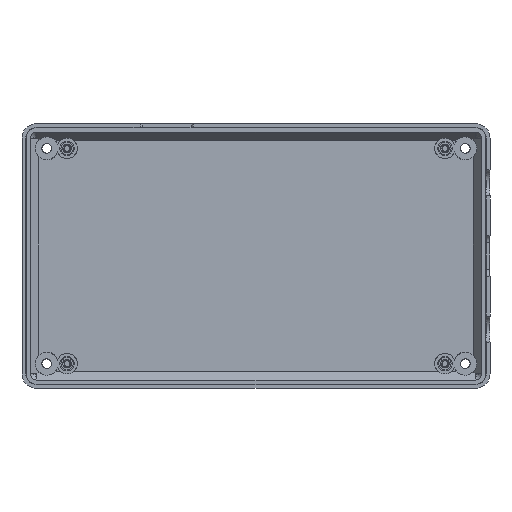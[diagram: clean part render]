
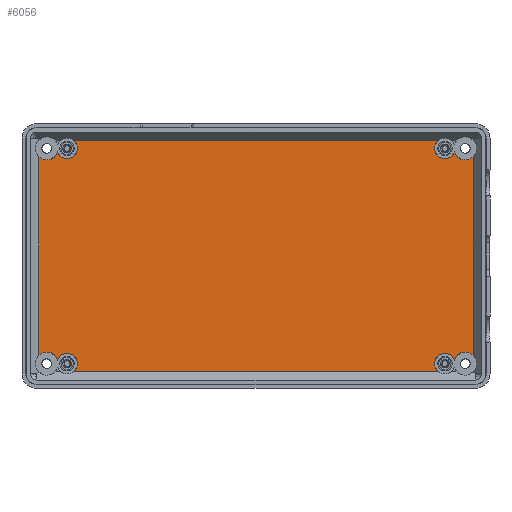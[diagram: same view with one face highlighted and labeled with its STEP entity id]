
A CAD part, top view. The second image highlights one B-rep face of the part: STEP entity #6056.
In plain terms, the highlighted planar face has unit normal (0, 0, 1).
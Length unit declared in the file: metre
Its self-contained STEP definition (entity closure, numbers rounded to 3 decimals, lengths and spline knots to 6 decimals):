
#165=PLANE('',#6491);
#434=CIRCLE('',#6488,0.002552);
#436=CIRCLE('',#6492,0.002852);
#437=CIRCLE('',#6493,0.002852);
#438=CIRCLE('',#6494,0.002552);
#439=CIRCLE('',#6495,0.002552);
#440=CIRCLE('',#6496,0.002852);
#441=CIRCLE('',#6497,0.002852);
#442=CIRCLE('',#6498,0.002552);
#856=LINE('',#11978,#1206);
#857=LINE('',#11984,#1207);
#858=LINE('',#11990,#1208);
#859=LINE('',#11996,#1209);
#1206=VECTOR('',#7437,1.);
#1207=VECTOR('',#7442,1.);
#1208=VECTOR('',#7447,1.);
#1209=VECTOR('',#7452,1.);
#2524=ORIENTED_EDGE('',*,*,#3780,.F.);
#2525=ORIENTED_EDGE('',*,*,#3784,.T.);
#2526=ORIENTED_EDGE('',*,*,#3785,.F.);
#2527=ORIENTED_EDGE('',*,*,#3786,.T.);
#2528=ORIENTED_EDGE('',*,*,#3787,.T.);
#2529=ORIENTED_EDGE('',*,*,#3788,.F.);
#2530=ORIENTED_EDGE('',*,*,#3789,.F.);
#2531=ORIENTED_EDGE('',*,*,#3790,.T.);
#2532=ORIENTED_EDGE('',*,*,#3791,.F.);
#2533=ORIENTED_EDGE('',*,*,#3792,.T.);
#2534=ORIENTED_EDGE('',*,*,#3793,.T.);
#2535=ORIENTED_EDGE('',*,*,#3794,.F.);
#3780=EDGE_CURVE('',#4506,#4508,#434,.T.);
#3784=EDGE_CURVE('',#4506,#4510,#436,.F.);
#3785=EDGE_CURVE('',#4511,#4510,#856,.F.);
#3786=EDGE_CURVE('',#4511,#4512,#437,.F.);
#3787=EDGE_CURVE('',#4512,#4513,#438,.F.);
#3788=EDGE_CURVE('',#4514,#4513,#857,.F.);
#3789=EDGE_CURVE('',#4515,#4514,#439,.T.);
#3790=EDGE_CURVE('',#4515,#4516,#440,.F.);
#3791=EDGE_CURVE('',#4517,#4516,#858,.T.);
#3792=EDGE_CURVE('',#4517,#4518,#441,.F.);
#3793=EDGE_CURVE('',#4518,#4519,#442,.F.);
#3794=EDGE_CURVE('',#4508,#4519,#859,.T.);
#4506=VERTEX_POINT('',#11964);
#4508=VERTEX_POINT('',#11967);
#4510=VERTEX_POINT('',#11977);
#4511=VERTEX_POINT('',#11979);
#4512=VERTEX_POINT('',#11981);
#4513=VERTEX_POINT('',#11983);
#4514=VERTEX_POINT('',#11985);
#4515=VERTEX_POINT('',#11987);
#4516=VERTEX_POINT('',#11989);
#4517=VERTEX_POINT('',#11991);
#4518=VERTEX_POINT('',#11993);
#4519=VERTEX_POINT('',#11995);
#5045=EDGE_LOOP('',(#2524,#2525,#2526,#2527,#2528,#2529,#2530,#2531,#2532,
#2533,#2534,#2535));
#5469=FACE_BOUND('',#5045,.T.);
#6056=ADVANCED_FACE('',(#5469),#165,.T.);
#6488=AXIS2_PLACEMENT_3D('',#11966,#7427,#7428);
#6491=AXIS2_PLACEMENT_3D('',#11975,#7433,#7434);
#6492=AXIS2_PLACEMENT_3D('',#11976,#7435,#7436);
#6493=AXIS2_PLACEMENT_3D('',#11980,#7438,#7439);
#6494=AXIS2_PLACEMENT_3D('',#11982,#7440,#7441);
#6495=AXIS2_PLACEMENT_3D('',#11986,#7443,#7444);
#6496=AXIS2_PLACEMENT_3D('',#11988,#7445,#7446);
#6497=AXIS2_PLACEMENT_3D('',#11992,#7448,#7449);
#6498=AXIS2_PLACEMENT_3D('',#11994,#7450,#7451);
#7427=DIRECTION('',(0.,0.,1.));
#7428=DIRECTION('',(1.,0.,0.));
#7433=DIRECTION('',(0.,0.,1.));
#7434=DIRECTION('',(1.,0.,0.));
#7435=DIRECTION('',(0.,0.,1.));
#7436=DIRECTION('',(1.,0.,0.));
#7437=DIRECTION('',(0.,1.,0.));
#7438=DIRECTION('',(0.,0.,1.));
#7439=DIRECTION('',(1.,0.,0.));
#7440=DIRECTION('',(0.,0.,1.));
#7441=DIRECTION('',(1.,0.,0.));
#7442=DIRECTION('',(-1.,0.,0.));
#7443=DIRECTION('',(0.,0.,1.));
#7444=DIRECTION('',(1.,0.,0.));
#7445=DIRECTION('',(0.,0.,1.));
#7446=DIRECTION('',(1.,0.,0.));
#7447=DIRECTION('',(0.,1.,0.));
#7448=DIRECTION('',(0.,0.,1.));
#7449=DIRECTION('',(1.,0.,0.));
#7450=DIRECTION('',(0.,0.,1.));
#7451=DIRECTION('',(1.,0.,0.));
#7452=DIRECTION('',(-1.,0.,0.));
#11964=CARTESIAN_POINT('',(0.062838,-0.038476,-0.0142));
#11966=CARTESIAN_POINT('',(0.0605,-0.0395,-0.0142));
#11967=CARTESIAN_POINT('',(0.058914,-0.0415,-0.0142));
#11975=CARTESIAN_POINT('',(0.014,-0.013,-0.0142));
#11976=CARTESIAN_POINT('',(0.0655,-0.0395,-0.0142));
#11977=CARTESIAN_POINT('',(0.0675,-0.037466,-0.0142));
#11978=CARTESIAN_POINT('',(0.0675,-0.013,-0.0142));
#11979=CARTESIAN_POINT('',(0.0675,0.011466,-0.0142));
#11980=CARTESIAN_POINT('',(0.0655,0.0135,-0.0142));
#11981=CARTESIAN_POINT('',(0.062838,0.012476,-0.0142));
#11982=CARTESIAN_POINT('',(0.0605,0.0135,-0.0142));
#11983=CARTESIAN_POINT('',(0.058914,0.0155,-0.0142));
#11984=CARTESIAN_POINT('',(0.014,0.0155,-0.0142));
#11985=CARTESIAN_POINT('',(-0.030914,0.0155,-0.0142));
#11986=CARTESIAN_POINT('',(-0.0325,0.0135,-0.0142));
#11987=CARTESIAN_POINT('',(-0.034838,0.012476,-0.0142));
#11988=CARTESIAN_POINT('',(-0.0375,0.0135,-0.0142));
#11989=CARTESIAN_POINT('',(-0.0395,0.011466,-0.0142));
#11990=CARTESIAN_POINT('',(-0.0395,-0.013,-0.0142));
#11991=CARTESIAN_POINT('',(-0.0395,-0.037466,-0.0142));
#11992=CARTESIAN_POINT('',(-0.0375,-0.0395,-0.0142));
#11993=CARTESIAN_POINT('',(-0.034838,-0.038476,-0.0142));
#11994=CARTESIAN_POINT('',(-0.0325,-0.0395,-0.0142));
#11995=CARTESIAN_POINT('',(-0.030914,-0.0415,-0.0142));
#11996=CARTESIAN_POINT('',(0.014,-0.0415,-0.0142));
